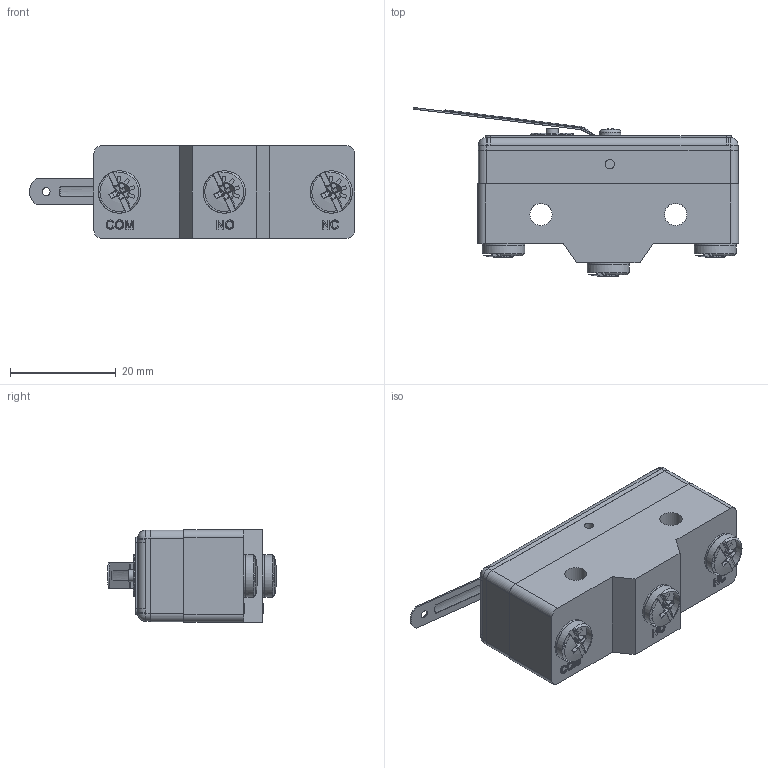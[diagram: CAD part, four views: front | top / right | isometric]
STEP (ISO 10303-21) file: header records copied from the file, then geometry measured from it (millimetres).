
FILE_DESCRIPTION (( 'STEP AP214' ), '1' );
FILE_NAME ('176-MS (Screw Terminal)-Short Lever.STEP', '2019-01-23T21:03:42', ( '' ), ( '' ), 'SwSTEP 2.0', 'SolidWorks 2018', '' );
FILE_SCHEMA (( 'AUTOMOTIVE_DESIGN' ));
Length unit declared in the file: inch
Products named in the file (1): 176-MS (Screw Terminal)-Short Lever
Bounding box: 61.38 x 31.89 x 17.45 mm (x, y, z)
Volume: 17013.5 mm3; surface area: 8645.5 mm2
Topology: 11 solids, 11 shells, 555 faces, 1427 edges, 846 vertices
Faces by surface type: plane 231, bspline 169, cylinder 136, torus 10, cone 5, sphere 4
Full cylindrical faces by diameter (mm): 1.5 x1, 1.7 x2, 2.3 x1, 2.35 x2, 2.4 x1, 2.8 x1, 3.8 x3, 4.2 x2, 6 x3, 8 x6
Entity records: 23061 total; most frequent: CARTESIAN_POINT 9395, ORIENTED_EDGE 2630, DIRECTION 2076, EDGE_CURVE 1315, VERTEX_POINT 834, AXIS2_PLACEMENT_3D 700, VECTOR 676, LINE 676
